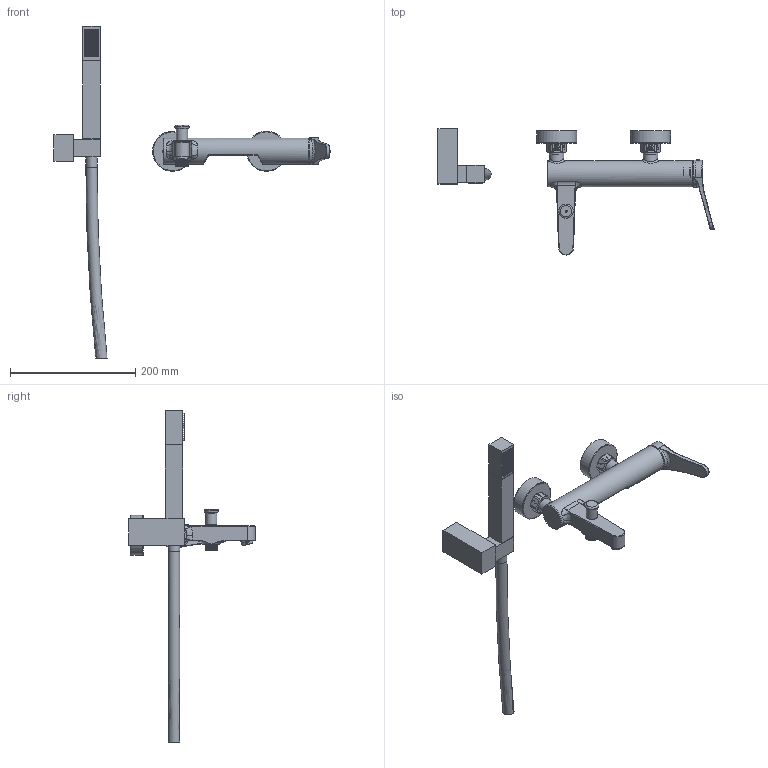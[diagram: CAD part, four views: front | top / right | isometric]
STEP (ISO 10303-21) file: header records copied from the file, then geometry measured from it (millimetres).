
FILE_DESCRIPTION(('HOOPS Exchange Step'),'2;1');
FILE_NAME('temp_export','2024-02-16T16:53:48+01:00',('CiBrutta'),('Shapr3D Limited'),'HOOPS Exchange 2023.2','Shapr3D','Authorized');
FILE_SCHEMA( ('AUTOMOTIVE_DESIGN { 1 0 10303 214 1 1 1 1 }') );
Length unit declared in the file: millimetre
Products named in the file (36): Kit Doccia Quadro.stp; Importato 01; AKBR100C001; Importato 05; SDVPKC0049; SDVBLC0051; SDVPKA0017; SDVMAA0002; Importato 09; SARMAC0009; Importato 11; SARMAC0008; SARMAA0002; Importato 13; SSRMAC0001; Importato 15; Importato 16; SSRMAC0006; Importato 18; Importato 19; SCCMAC0006; Importato 21; AKBR005C001; Importato 24; SRSMAC0001; Importato 26; SPRMAA0001; Importato 27; SPLMAC0003; Importato 29; SDVMAC0012; kob0021.stp; root
Assembly tree (35 placements, depth 6):
  root
    Kit Doccia Quadro.stp
    kob0021.stp
      AKBR100C001
        Importato 01
      SDVMAA0002
        SDVPKA0017
          SDVPKC0049
            Importato 05
          SDVBLC0051
      SARMAA0002
        SARMAC0009
          Importato 09
        SARMAC0008
          Importato 11
      SSRMAC0001
        Importato 13
      SSRMAC0001
        Importato 15
      SSRMAC0006
        Importato 16
      SSRMAC0006
        Importato 18
      SCCMAC0006
        Importato 19
      AKBR005C001
        Importato 21
      SPRMAA0001
        SRSMAC0001
          Importato 24
        SRSMAC0001
          Importato 26
      SPLMAC0003
        Importato 27
      SDVMAC0012
        Importato 29
Bounding box: 441.24 x 201.52 x 530.67 mm (x, y, z)
Volume: 584477.1 mm3; surface area: 224717.1 mm2
Topology: 16 solids, 26 shells, 2463 faces, 6618 edges, 4474 vertices
Faces by surface type: plane 1241, cylinder 688, bspline 345, cone 82, torus 64, sphere 43
Full cylindrical faces by diameter (mm): 1 x135, 2 x135, 3 x1, 3.3 x1, 4 x1, 5 x3, 5.2 x1, 6.6 x1, 7 x1, 8 x2, 9.8 x2, 10 x1, 11 x2, 11.4 x1, 12 x1, 12.2 x1, 12.8 x1, 13.4 x1, 13.5 x1, 14 x1, 14.15 x1, 15 x1, 15.05 x1, 15.2 x1, 15.25 x1, 15.5 x1, 16 x2, 16.3 x2, 16.5 x3, 16.7 x2
Entity records: 128915 total; most frequent: CARTESIAN_POINT 68104, ORIENTED_EDGE 13108, DIRECTION 11611, EDGE_CURVE 6571, VERTEX_POINT 4474, AXIS2_PLACEMENT_3D 4393, EDGE_LOOP 2899, FACE_BOUND 2899
